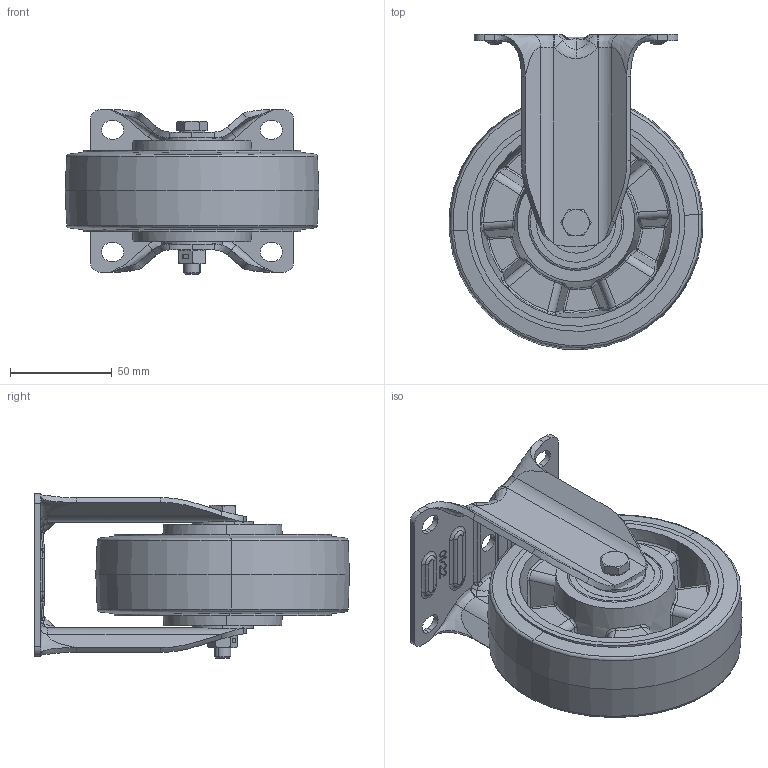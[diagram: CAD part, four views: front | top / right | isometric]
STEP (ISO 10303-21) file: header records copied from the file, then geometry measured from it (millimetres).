
FILE_DESCRIPTION (( 'STEP AP214' ), '1' );
FILE_NAME ('0055826.step', '2023-07-27T09:01:37', ( '' ), ( '' ), 'SwSTEP 2.0', 'SolidWorks 2020', '' );
FILE_SCHEMA (( 'AUTOMOTIVE_DESIGN' ));
Length unit declared in the file: millimetre
Products named in the file (1): 0055826
Bounding box: 124.72 x 154.86 x 81 mm (x, y, z)
Volume: 409466.6 mm3; surface area: 167917.9 mm2
Topology: 19 solids, 19 shells, 899 faces, 2047 edges, 1200 vertices
Faces by surface type: plane 277, cylinder 208, bspline 188, torus 106, cone 60, sphere 60
Entity records: 48382 total; most frequent: CARTESIAN_POINT 19242, ORIENTED_EDGE 4082, DIRECTION 3809, EDGE_CURVE 2041, AXIS2_PLACEMENT_3D 1510, VERTEX_POINT 1200, EDGE_LOOP 967, UNCERTAINTY_MEASURE_WITH_UNIT 920
